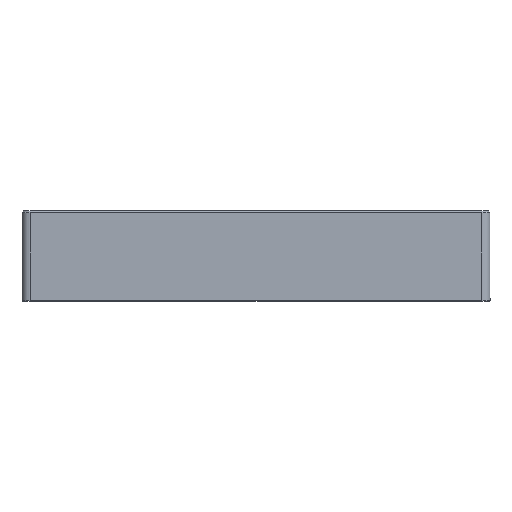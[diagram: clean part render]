
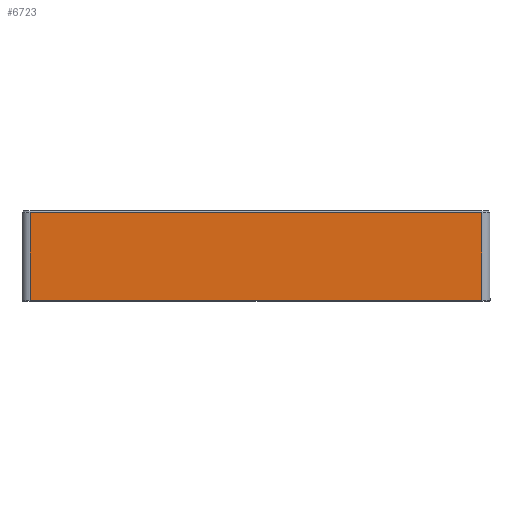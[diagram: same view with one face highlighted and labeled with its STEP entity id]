
A CAD part, top view. The second image highlights one B-rep face of the part: STEP entity #6723.
In plain terms, the highlighted planar face has unit normal (0, 0, 1).
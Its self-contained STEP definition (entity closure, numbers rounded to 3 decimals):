
#398=PLANE('',#7136);
#608=FACE_OUTER_BOUND('',#997,.T.);
#997=EDGE_LOOP('',(#4633,#4634,#4635,#4636));
#1625=LINE('',#9634,#2251);
#1644=LINE('',#9705,#2270);
#1645=LINE('',#9709,#2271);
#1646=LINE('',#9710,#2272);
#2251=VECTOR('',#7759,10.);
#2270=VECTOR('',#7824,10.);
#2271=VECTOR('',#7829,10.);
#2272=VECTOR('',#7830,10.);
#2875=VERTEX_POINT('',#9624);
#2877=VERTEX_POINT('',#9630);
#2901=VERTEX_POINT('',#9704);
#2902=VERTEX_POINT('',#9708);
#3540=EDGE_CURVE('',#2875,#2877,#1625,.T.);
#3573=EDGE_CURVE('',#2877,#2901,#1644,.T.);
#3575=EDGE_CURVE('',#2875,#2902,#1645,.T.);
#3576=EDGE_CURVE('',#2901,#2902,#1646,.T.);
#4633=ORIENTED_EDGE('',*,*,#3540,.F.);
#4634=ORIENTED_EDGE('',*,*,#3575,.T.);
#4635=ORIENTED_EDGE('',*,*,#3576,.F.);
#4636=ORIENTED_EDGE('',*,*,#3573,.F.);
#6723=ADVANCED_FACE('',(#608),#398,.F.);
#7136=AXIS2_PLACEMENT_3D('',#9707,#7827,#7828);
#7759=DIRECTION('',(-1.,0.,0.));
#7824=DIRECTION('',(0.,1.,0.));
#7827=DIRECTION('center_axis',(0.,0.,
-1.));
#7828=DIRECTION('ref_axis',(1.,0.,0.));
#7829=DIRECTION('',(0.,1.,0.));
#7830=DIRECTION('',(1.,0.,0.));
#9624=CARTESIAN_POINT('',(183.5,350.,-58.096));
#9630=CARTESIAN_POINT('',(70.5,350.,-58.096));
#9634=CARTESIAN_POINT('',(97.75,350.,-58.096));
#9704=CARTESIAN_POINT('',(70.5,372.,-58.096));
#9705=CARTESIAN_POINT('',(70.5,372.,-58.096));
#9707=CARTESIAN_POINT('Origin',(68.5,372.,-58.096));
#9708=CARTESIAN_POINT('',(183.5,372.,-58.096));
#9709=CARTESIAN_POINT('',(183.5,372.,-58.096));
#9710=CARTESIAN_POINT('',(97.75,372.,-58.096));
